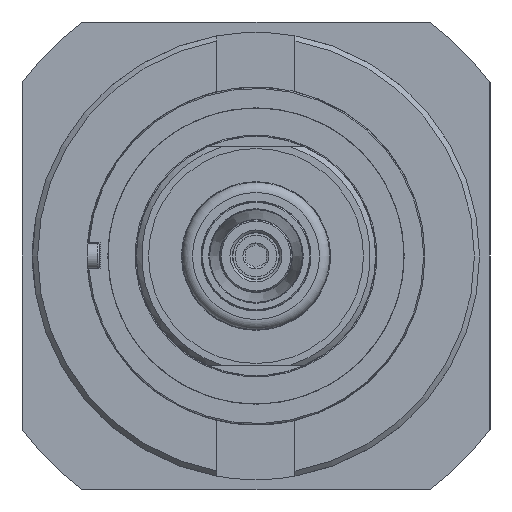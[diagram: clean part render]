
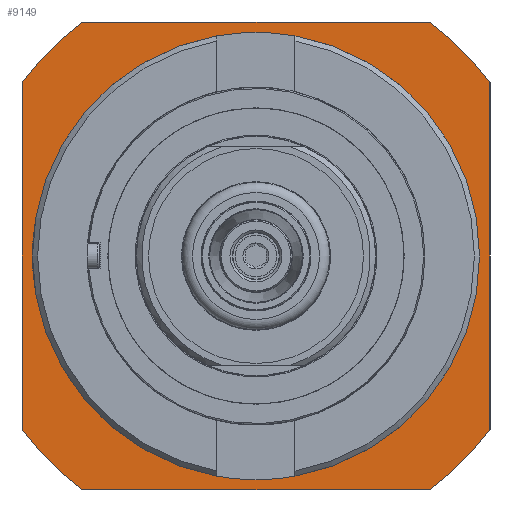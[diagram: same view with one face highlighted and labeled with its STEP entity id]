
A CAD part, left-side view. The second image highlights one B-rep face of the part: STEP entity #9149.
In plain terms, the highlighted planar face has unit normal (-1, 0, 0).
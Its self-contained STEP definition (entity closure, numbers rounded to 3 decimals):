
#101=LINE('',#14074,#472);
#105=LINE('',#14089,#476);
#109=LINE('',#14104,#480);
#113=LINE('',#14164,#484);
#472=VECTOR('',#11104,66.663);
#476=VECTOR('',#11118,66.663);
#480=VECTOR('',#11132,66.663);
#484=VECTOR('',#11210,66.663);
#849=PLANE('',#9929);
#1589=FACE_BOUND('',#2741,.T.);
#2107=FACE_OUTER_BOUND('',#2740,.T.);
#2740=EDGE_LOOP('',(#6397,#6398,#6399,#6400,#6401,#6402,#6403,#6404));
#2741=EDGE_LOOP('',(#6405));
#3786=CIRCLE('',#9902,56.);
#3787=CIRCLE('',#9904,56.);
#3788=CIRCLE('',#9906,56.);
#3800=CIRCLE('',#9926,40.);
#3802=CIRCLE('',#9930,56.);
#4339=VERTEX_POINT('',#14072);
#4340=VERTEX_POINT('',#14073);
#4345=VERTEX_POINT('',#14087);
#4346=VERTEX_POINT('',#14088);
#4351=VERTEX_POINT('',#14102);
#4352=VERTEX_POINT('',#14103);
#4370=VERTEX_POINT('',#14162);
#4371=VERTEX_POINT('',#14163);
#4386=VERTEX_POINT('',#14213);
#5182=EDGE_CURVE('',#4339,#4340,#101,.T.);
#5188=EDGE_CURVE('',#4345,#4346,#105,.T.);
#5194=EDGE_CURVE('',#4351,#4352,#109,.T.);
#5216=EDGE_CURVE('',#4370,#4371,#113,.T.);
#5225=EDGE_CURVE('',#4351,#4346,#3786,.T.);
#5226=EDGE_CURVE('',#4370,#4352,#3787,.T.);
#5227=EDGE_CURVE('',#4339,#4371,#3788,.T.);
#5239=EDGE_CURVE('',#4386,#4386,#3800,.T.);
#5241=EDGE_CURVE('',#4345,#4340,#3802,.T.);
#6397=ORIENTED_EDGE('',*,*,#5182,.T.);
#6398=ORIENTED_EDGE('',*,*,#5241,.F.);
#6399=ORIENTED_EDGE('',*,*,#5188,.T.);
#6400=ORIENTED_EDGE('',*,*,#5225,.F.);
#6401=ORIENTED_EDGE('',*,*,#5194,.T.);
#6402=ORIENTED_EDGE('',*,*,#5226,.F.);
#6403=ORIENTED_EDGE('',*,*,#5216,.T.);
#6404=ORIENTED_EDGE('',*,*,#5227,.F.);
#6405=ORIENTED_EDGE('',*,*,#5239,.F.);
#9149=ADVANCED_FACE('',(#2107,#1589),#849,.T.);
#9902=AXIS2_PLACEMENT_3D('',#14178,#11228,#11229);
#9904=AXIS2_PLACEMENT_3D('',#14180,#11232,#11233);
#9906=AXIS2_PLACEMENT_3D('',#14182,#11236,#11237);
#9926=AXIS2_PLACEMENT_3D('',#14214,#11276,#11277);
#9929=AXIS2_PLACEMENT_3D('',#14218,#11282,#11283);
#9930=AXIS2_PLACEMENT_3D('',#14219,#11284,#11285);
#11104=DIRECTION('',(0.,1.,0.));
#11118=DIRECTION('',(0.,0.,-1.));
#11132=DIRECTION('',(0.,-1.,0.));
#11210=DIRECTION('',(0.,0.,1.));
#11228=DIRECTION('center_axis',(1.,0.,0.));
#11229=DIRECTION('ref_axis',(0.,1.,0.));
#11232=DIRECTION('center_axis',(1.,0.,0.));
#11233=DIRECTION('ref_axis',(0.,1.,0.));
#11236=DIRECTION('center_axis',(1.,0.,0.));
#11237=DIRECTION('ref_axis',(0.,1.,0.));
#11276=DIRECTION('center_axis',(-1.,0.,0.));
#11277=DIRECTION('ref_axis',(0.,1.,0.));
#11282=DIRECTION('center_axis',(-1.,0.,0.));
#11283=DIRECTION('ref_axis',(0.,0.,1.));
#11284=DIRECTION('center_axis',(1.,0.,0.));
#11285=DIRECTION('ref_axis',(0.,1.,0.));
#14072=CARTESIAN_POINT('',(0.,-33.332,45.));
#14073=CARTESIAN_POINT('',(0.,33.332,45.));
#14074=CARTESIAN_POINT('',(0.,36.5,45.));
#14087=CARTESIAN_POINT('',(0.,45.,33.332));
#14088=CARTESIAN_POINT('',(0.,45.,-33.332));
#14089=CARTESIAN_POINT('',(0.,45.,-22.5));
#14102=CARTESIAN_POINT('',(0.,33.332,-45.));
#14103=CARTESIAN_POINT('',(0.,-33.332,-45.));
#14104=CARTESIAN_POINT('',(0.,-8.5,-45.));
#14162=CARTESIAN_POINT('',(0.,-45.,-33.332));
#14163=CARTESIAN_POINT('',(0.,-45.,33.332));
#14164=CARTESIAN_POINT('',(0.,-45.,22.5));
#14178=CARTESIAN_POINT('Origin',(0.,0.,
0.));
#14180=CARTESIAN_POINT('Origin',(0.,0.,
0.));
#14182=CARTESIAN_POINT('Origin',(0.,0.,
0.));
#14213=CARTESIAN_POINT('',(0.,-40.,0.));
#14214=CARTESIAN_POINT('Origin',(0.,0.,
0.));
#14218=CARTESIAN_POINT('Origin',(0.,28.,0.));
#14219=CARTESIAN_POINT('Origin',(0.,0.,
0.));
